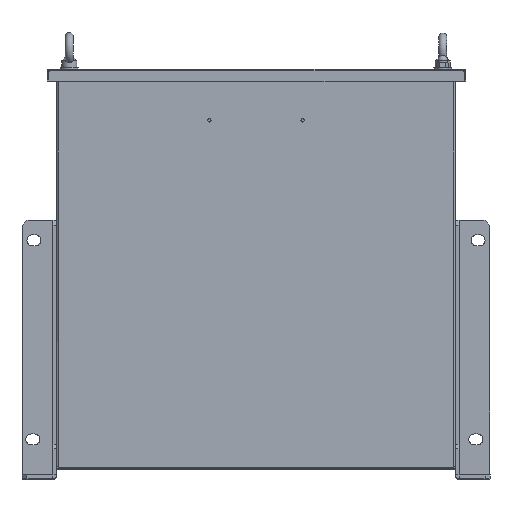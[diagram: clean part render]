
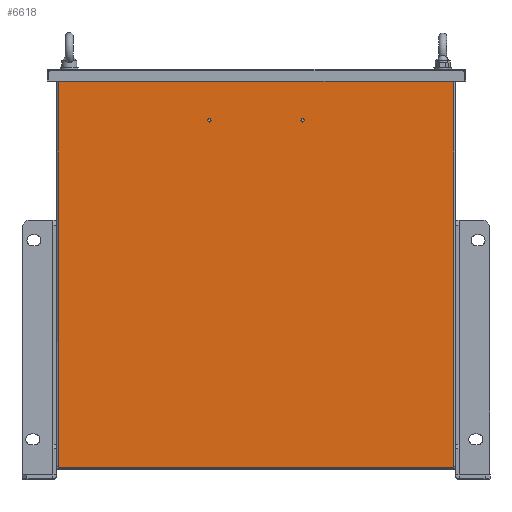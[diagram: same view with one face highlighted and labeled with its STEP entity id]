
A CAD part, top view. The second image highlights one B-rep face of the part: STEP entity #6618.
In plain terms, the highlighted planar face has unit normal (0, 0, 1).
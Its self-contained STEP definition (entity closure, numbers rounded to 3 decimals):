
#17 = CARTESIAN_POINT ( 'NONE',  ( 664.546, 21., 1.5 ) ) ;
#184 = ORIENTED_EDGE ( 'NONE', *, *, #21150, .F. ) ;
#364 = FACE_OUTER_BOUND ( 'NONE', #3325, .T. ) ;
#606 = DIRECTION ( 'NONE',  ( 1., 0., 0. ) ) ;
#854 = CARTESIAN_POINT ( 'NONE',  ( 664.546, 417.8, 1.5 ) ) ;
#962 = DIRECTION ( 'NONE',  ( 0., 0., 1. ) ) ;
#1197 = DIRECTION ( 'NONE',  ( 1., 0., 0. ) ) ;
#1595 = VECTOR ( 'NONE', #606, 1000. ) ;
#1961 = CIRCLE ( 'NONE', #4626, 1. ) ;
#2514 = DIRECTION ( 'NONE',  ( 0., 0., -1. ) ) ;
#2967 = DIRECTION ( 'NONE',  ( 0., 0., -1. ) ) ;
#3325 = EDGE_LOOP ( 'NONE', ( #14706, #16383, #19342, #7692, #9611, #13559, #11839, #184 ) ) ;
#3449 = EDGE_CURVE ( 'NONE', #11189, #11189, #17752, .T. ) ;
#4325 = FACE_BOUND ( 'NONE', #14058, .T. ) ;
#4550 = DIRECTION ( 'NONE',  ( 0., 0., 1. ) ) ;
#4626 = AXIS2_PLACEMENT_3D ( 'NONE', #9984, #21530, #11618 ) ;
#5055 = DIRECTION ( 'NONE',  ( 0., 0., 1. ) ) ;
#5084 = CARTESIAN_POINT ( 'NONE',  ( 665.2, 21.654, 1.5 ) ) ;
#6079 = CARTESIAN_POINT ( 'NONE',  ( 665.5, 20.7, 1.5 ) ) ;
#6303 = EDGE_CURVE ( 'NONE', #9635, #9635, #12721, .T. ) ;
#6304 = EDGE_CURVE ( 'NONE', #18423, #11575, #13262, .T. ) ;
#6618 = ADVANCED_FACE ( 'NONE', ( #21491, #4325, #364 ), #14434, .T. ) ;
#6729 = DIRECTION ( 'NONE',  ( 0., -1., 0. ) ) ;
#6921 = ORIENTED_EDGE ( 'NONE', *, *, #6303, .F. ) ;
#7136 = AXIS2_PLACEMENT_3D ( 'NONE', #6079, #962, #19381 ) ;
#7692 = ORIENTED_EDGE ( 'NONE', *, *, #13360, .T. ) ;
#8062 = CIRCLE ( 'NONE', #16052, 1. ) ;
#8740 = AXIS2_PLACEMENT_3D ( 'NONE', #14308, #4550, #16305 ) ;
#8885 = LINE ( 'NONE', #16362, #13857 ) ;
#9550 = CARTESIAN_POINT ( 'NONE',  ( 268.4, 417.146, 1.5 ) ) ;
#9611 = ORIENTED_EDGE ( 'NONE', *, *, #16199, .T. ) ;
#9632 = VERTEX_POINT ( 'NONE', #17772 ) ;
#9635 = VERTEX_POINT ( 'NONE', #19935 ) ;
#9850 = CARTESIAN_POINT ( 'NONE',  ( 268.1, 418.1, 1.5 ) ) ;
#9984 = CARTESIAN_POINT ( 'NONE',  ( 268.1, 20.7, 1.5 ) ) ;
#10261 = EDGE_CURVE ( 'NONE', #11575, #9632, #1961, .T. ) ;
#10589 = EDGE_LOOP ( 'NONE', ( #13419 ) ) ;
#10682 = CARTESIAN_POINT ( 'NONE',  ( 665.5, 21., 1.5 ) ) ;
#10689 = CARTESIAN_POINT ( 'NONE',  ( 268.4, 21.654, 1.5 ) ) ;
#11189 = VERTEX_POINT ( 'NONE', #18266 ) ;
#11511 = DIRECTION ( 'NONE',  ( 1., 0., 0. ) ) ;
#11575 = VERTEX_POINT ( 'NONE', #10689 ) ;
#11618 = DIRECTION ( 'NONE',  ( 1., 0., 0. ) ) ;
#11690 = CARTESIAN_POINT ( 'NONE',  ( 268.4, 20.7, 1.5 ) ) ;
#11839 = ORIENTED_EDGE ( 'NONE', *, *, #17363, .T. ) ;
#11942 = VECTOR ( 'NONE', #17759, 1000. ) ;
#12459 = EDGE_CURVE ( 'NONE', #14113, #18423, #16916, .T. ) ;
#12480 = AXIS2_PLACEMENT_3D ( 'NONE', #12580, #2514, #14287 ) ;
#12580 = CARTESIAN_POINT ( 'NONE',  ( 665.5, 20.7, 1.5 ) ) ;
#12721 = CIRCLE ( 'NONE', #13838, 1.65 ) ;
#13007 = CARTESIAN_POINT ( 'NONE',  ( 665.5, 418.1, 1.5 ) ) ;
#13262 = LINE ( 'NONE', #11690, #21014 ) ;
#13360 = EDGE_CURVE ( 'NONE', #9632, #17514, #15562, .T. ) ;
#13419 = ORIENTED_EDGE ( 'NONE', *, *, #3449, .F. ) ;
#13456 = VERTEX_POINT ( 'NONE', #15958 ) ;
#13555 = CARTESIAN_POINT ( 'NONE',  ( 269.054, 417.8, 1.5 ) ) ;
#13559 = ORIENTED_EDGE ( 'NONE', *, *, #17874, .F. ) ;
#13838 = AXIS2_PLACEMENT_3D ( 'NONE', #15095, #5055, #16818 ) ;
#13857 = VECTOR ( 'NONE', #1197, 1000. ) ;
#14058 = EDGE_LOOP ( 'NONE', ( #6921 ) ) ;
#14113 = VERTEX_POINT ( 'NONE', #13555 ) ;
#14123 = CIRCLE ( 'NONE', #12480, 1. ) ;
#14287 = DIRECTION ( 'NONE',  ( 1., 0., 0. ) ) ;
#14308 = CARTESIAN_POINT ( 'NONE',  ( 513.55, 369.4, 1.5 ) ) ;
#14434 = PLANE ( 'NONE',  #7136 ) ;
#14706 = ORIENTED_EDGE ( 'NONE', *, *, #12459, .T. ) ;
#14729 = DIRECTION ( 'NONE',  ( 1., 0., 0. ) ) ;
#15095 = CARTESIAN_POINT ( 'NONE',  ( 420.05, 369.4, 1.5 ) ) ;
#15258 = VERTEX_POINT ( 'NONE', #5084 ) ;
#15562 = LINE ( 'NONE', #10682, #1595 ) ;
#15693 = VERTEX_POINT ( 'NONE', #854 ) ;
#15913 = AXIS2_PLACEMENT_3D ( 'NONE', #9850, #21418, #11511 ) ;
#15958 = CARTESIAN_POINT ( 'NONE',  ( 665.2, 417.146, 1.5 ) ) ;
#16052 = AXIS2_PLACEMENT_3D ( 'NONE', #13007, #2967, #14729 ) ;
#16199 = EDGE_CURVE ( 'NONE', #17514, #15258, #14123, .T. ) ;
#16305 = DIRECTION ( 'NONE',  ( -1., 0., 0. ) ) ;
#16362 = CARTESIAN_POINT ( 'NONE',  ( 665.5, 417.8, 1.5 ) ) ;
#16383 = ORIENTED_EDGE ( 'NONE', *, *, #6304, .T. ) ;
#16818 = DIRECTION ( 'NONE',  ( 1., 0., 0. ) ) ;
#16916 = CIRCLE ( 'NONE', #15913, 1. ) ;
#17363 = EDGE_CURVE ( 'NONE', #13456, #15693, #8062, .T. ) ;
#17514 = VERTEX_POINT ( 'NONE', #17 ) ;
#17752 = CIRCLE ( 'NONE', #8740, 1.65 ) ;
#17759 = DIRECTION ( 'NONE',  ( 0., -1., 0. ) ) ;
#17772 = CARTESIAN_POINT ( 'NONE',  ( 269.054, 21., 1.5 ) ) ;
#17874 = EDGE_CURVE ( 'NONE', #13456, #15258, #20756, .T. ) ;
#18266 = CARTESIAN_POINT ( 'NONE',  ( 511.9, 369.4, 1.5 ) ) ;
#18423 = VERTEX_POINT ( 'NONE', #9550 ) ;
#19342 = ORIENTED_EDGE ( 'NONE', *, *, #10261, .T. ) ;
#19381 = DIRECTION ( 'NONE',  ( 1., 0., 0. ) ) ;
#19442 = CARTESIAN_POINT ( 'NONE',  ( 665.2, 20.7, 1.5 ) ) ;
#19935 = CARTESIAN_POINT ( 'NONE',  ( 421.7, 369.4, 1.5 ) ) ;
#20756 = LINE ( 'NONE', #19442, #11942 ) ;
#21014 = VECTOR ( 'NONE', #6729, 1000. ) ;
#21150 = EDGE_CURVE ( 'NONE', #14113, #15693, #8885, .T. ) ;
#21418 = DIRECTION ( 'NONE',  ( 0., 0., -1. ) ) ;
#21491 = FACE_BOUND ( 'NONE', #10589, .T. ) ;
#21530 = DIRECTION ( 'NONE',  ( 0., 0., -1. ) ) ;
